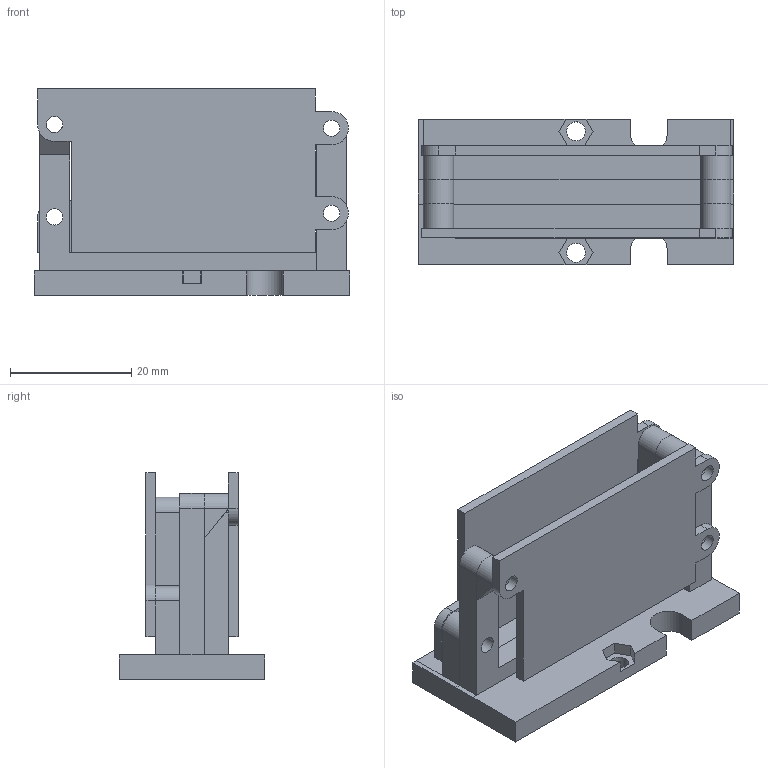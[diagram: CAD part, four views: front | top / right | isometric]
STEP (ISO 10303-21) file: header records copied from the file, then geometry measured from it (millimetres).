
FILE_DESCRIPTION(('FreeCAD Model'),'2;1');
FILE_NAME('zubax_orel_holder.step','2020-04-26T03:38:46',('Author'),(''), 'Open CASCADE STEP processor 7.3','FreeCAD','Unknown');
FILE_SCHEMA(('AUTOMOTIVE_DESIGN { 1 0 10303 214 1 1 1 1 }'));
Length unit declared in the file: millimetre
Products named in the file (4): zubax_orel_holder; zubax_orel001; zubax_orel; holder
Assembly tree (3 placements, depth 2):
  zubax_orel_holder
    zubax_orel001
    zubax_orel
    holder
Bounding box: 52 x 24 x 34 mm (x, y, z)
Volume: 11004.5 mm3; surface area: 10339.1 mm2
Topology: 3 solids, 3 shells, 106 faces, 279 edges, 178 vertices
Faces by surface type: plane 80, cylinder 26
Full cylindrical faces by diameter (mm): 2.7 x10, 3.1 x2
Entity records: 7028 total; most frequent: CARTESIAN_POINT 1194, DIRECTION 1097, LINE 739, VECTOR 739, ORIENTED_EDGE 558, PCURVE 558, DEFINITIONAL_REPRESENTATION 558, EDGE_CURVE 279
